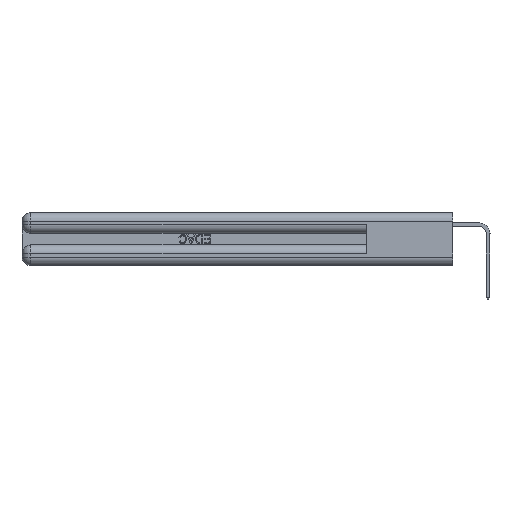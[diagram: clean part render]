
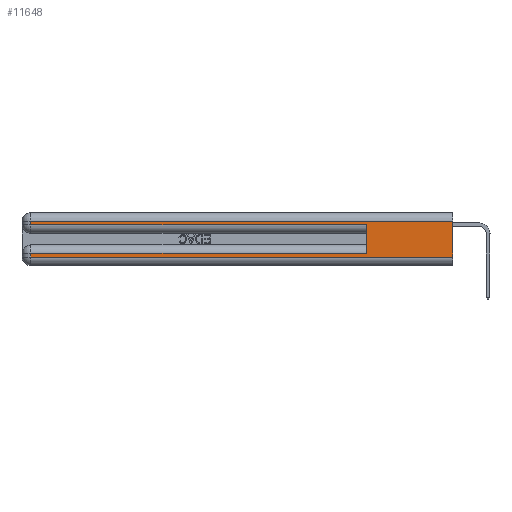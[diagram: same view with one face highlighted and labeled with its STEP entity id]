
A CAD part, left-side view. The second image highlights one B-rep face of the part: STEP entity #11648.
In plain terms, the highlighted planar face has unit normal (-1, 0, 0).
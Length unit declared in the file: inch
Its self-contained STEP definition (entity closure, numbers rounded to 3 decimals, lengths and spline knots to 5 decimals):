
#2323 = VERTEX_POINT ( 'NONE', #38629 ) ;
#2714 = DIRECTION ( 'NONE',  ( 1., 0., 0. ) ) ;
#3498 = EDGE_CURVE ( 'NONE', #11179, #30913, #27097, .T. ) ;
#6624 = CARTESIAN_POINT ( 'NONE',  ( 0., 0., 0.06 ) ) ;
#8882 = EDGE_CURVE ( 'NONE', #11259, #38952, #9730, .T. ) ;
#9189 = EDGE_CURVE ( 'NONE', #22837, #11179, #39957, .T. ) ;
#9292 = VECTOR ( 'NONE', #16292, 39.37008 ) ;
#9400 = ORIENTED_EDGE ( 'NONE', *, *, #3498, .T. ) ;
#9412 = ORIENTED_EDGE ( 'NONE', *, *, #14454, .T. ) ;
#9604 = DIRECTION ( 'NONE',  ( 0., -1., 0. ) ) ;
#9730 = LINE ( 'NONE', #6624, #24705 ) ;
#9879 = DIRECTION ( 'NONE',  ( 0., -1., 0. ) ) ;
#10640 = CARTESIAN_POINT ( 'NONE',  ( 0., 2.94, 0.31 ) ) ;
#11171 = DIRECTION ( 'NONE',  ( 0., 0., 1. ) ) ;
#11179 = VERTEX_POINT ( 'NONE', #32402 ) ;
#11259 = VERTEX_POINT ( 'NONE', #29755 ) ;
#11648 = ADVANCED_FACE ( 'NONE', ( #33294 ), #40912, .F. ) ;
#11907 = VECTOR ( 'NONE', #39485, 39.37008 ) ;
#13054 = CARTESIAN_POINT ( 'NONE',  ( 0., 0., 0.37 ) ) ;
#13733 = LINE ( 'NONE', #39844, #23266 ) ;
#13984 = DIRECTION ( 'NONE',  ( 0., 0., -1. ) ) ;
#14454 = EDGE_CURVE ( 'NONE', #2323, #11259, #25124, .T. ) ;
#15511 = ORIENTED_EDGE ( 'NONE', *, *, #22292, .T. ) ;
#16292 = DIRECTION ( 'NONE',  ( 0., 0., -1. ) ) ;
#17262 = CARTESIAN_POINT ( 'NONE',  ( 0., 0., 0.085 ) ) ;
#17848 = ORIENTED_EDGE ( 'NONE', *, *, #8882, .T. ) ;
#18228 = CARTESIAN_POINT ( 'NONE',  ( 0., 0., 0.31 ) ) ;
#18653 = VECTOR ( 'NONE', #9604, 39.37008 ) ;
#19105 = EDGE_CURVE ( 'NONE', #20668, #22837, #28256, .T. ) ;
#19104 = CARTESIAN_POINT ( 'NONE',  ( 0., 0., 0.285 ) ) ;
#20668 = VERTEX_POINT ( 'NONE', #26575 ) ;
#21554 = AXIS2_PLACEMENT_3D ( 'NONE', #21947, #2714, #25139 ) ;
#21947 = CARTESIAN_POINT ( 'NONE',  ( 0., 0., 0.37 ) ) ;
#22286 = ORIENTED_EDGE ( 'NONE', *, *, #32150, .F. ) ;
#22292 = EDGE_CURVE ( 'NONE', #27673, #2323, #28882, .T. ) ;
#22837 = VERTEX_POINT ( 'NONE', #10640 ) ;
#23266 = VECTOR ( 'NONE', #11171, 39.37008 ) ;
#23654 = CARTESIAN_POINT ( 'NONE',  ( 0., 2.94, 0.37 ) ) ;
#24705 = VECTOR ( 'NONE', #9879, 39.37008 ) ;
#24722 = EDGE_CURVE ( 'NONE', #20668, #38952, #34683, .T. ) ;
#25124 = LINE ( 'NONE', #23654, #34550 ) ;
#25139 = DIRECTION ( 'NONE',  ( 0., 0., -1. ) ) ;
#26244 = CARTESIAN_POINT ( 'NONE',  ( 0., 0., 0.06 ) ) ;
#26575 = CARTESIAN_POINT ( 'NONE',  ( 0., 0., 0.31 ) ) ;
#27097 = LINE ( 'NONE', #19104, #18653 ) ;
#27204 = EDGE_LOOP ( 'NONE', ( #35968, #35533, #33189, #9400, #22286, #15511, #9412, #17848 ) ) ;
#27673 = VERTEX_POINT ( 'NONE', #34986 ) ;
#28256 = LINE ( 'NONE', #18228, #30265 ) ;
#28882 = LINE ( 'NONE', #17262, #11907 ) ;
#29755 = CARTESIAN_POINT ( 'NONE',  ( 0., 2.94, 0.06 ) ) ;
#30265 = VECTOR ( 'NONE', #40431, 39.37008 ) ;
#30913 = VERTEX_POINT ( 'NONE', #30939 ) ;
#30939 = CARTESIAN_POINT ( 'NONE',  ( 0., 0.6, 0.285 ) ) ;
#32150 = EDGE_CURVE ( 'NONE', #27673, #30913, #13733, .T. ) ;
#32402 = CARTESIAN_POINT ( 'NONE',  ( 0., 2.94, 0.285 ) ) ;
#33189 = ORIENTED_EDGE ( 'NONE', *, *, #9189, .T. ) ;
#33294 = FACE_OUTER_BOUND ( 'NONE', #27204, .T. ) ;
#34550 = VECTOR ( 'NONE', #13984, 39.37008 ) ;
#34620 = DIRECTION ( 'NONE',  ( 0., 0., -1. ) ) ;
#34683 = LINE ( 'NONE', #13054, #9292 ) ;
#34986 = CARTESIAN_POINT ( 'NONE',  ( 0., 0.6, 0.085 ) ) ;
#35533 = ORIENTED_EDGE ( 'NONE', *, *, #19105, .T. ) ;
#35968 = ORIENTED_EDGE ( 'NONE', *, *, #24722, .F. ) ;
#38629 = CARTESIAN_POINT ( 'NONE',  ( 0., 2.94, 0.085 ) ) ;
#38952 = VERTEX_POINT ( 'NONE', #26244 ) ;
#38954 = VECTOR ( 'NONE', #34620, 39.37008 ) ;
#39485 = DIRECTION ( 'NONE',  ( 0., 1., 0. ) ) ;
#39844 = CARTESIAN_POINT ( 'NONE',  ( 0., 0.6, 0.145 ) ) ;
#39957 = LINE ( 'NONE', #40845, #38954 ) ;
#40431 = DIRECTION ( 'NONE',  ( 0., 1., 0. ) ) ;
#40845 = CARTESIAN_POINT ( 'NONE',  ( 0., 2.94, 0.37 ) ) ;
#40912 = PLANE ( 'NONE',  #21554 ) ;
